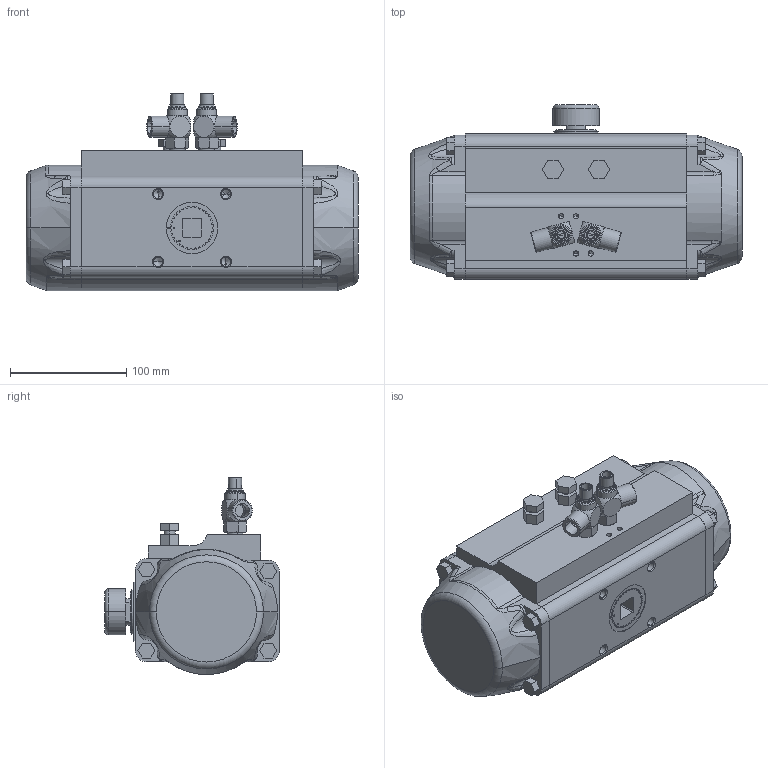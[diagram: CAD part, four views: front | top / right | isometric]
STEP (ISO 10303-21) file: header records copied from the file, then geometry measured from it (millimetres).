
FILE_DESCRIPTION((''),'2;1');
FILE_NAME('C47906_SW0001','2015-06-16T',('cknei'),(''),'PRO/ENGINEER BY PARAMETRIC TECHNOLOGY CORPORATION, 2011180','PRO/ENGINEER BY PARAMETRIC TECHNOLOGY CORPORATION, 2011180','');
FILE_SCHEMA(('CONFIG_CONTROL_DESIGN'));
Length unit declared in the file: inch
Products named in the file (1): C47906_SW0001
Bounding box: 285.75 x 150.24 x 169.79 mm (x, y, z)
Surface area: 181138.1 mm2 (no closed solid volume)
Topology: 0 solids, 32 shells, 478 faces, 2001 edges, 1569 vertices
Faces by surface type: plane 241, cylinder 110, cone 62, bspline 38, sphere 16, torus 11
Entity records: 23313 total; most frequent: CARTESIAN_POINT 7019, DIRECTION 3354, ORIENTED_EDGE 3028, EDGE_CURVE 1979, VERTEX_POINT 1569, VECTOR 1262, LINE 1262, AXIS2_PLACEMENT_3D 1046
